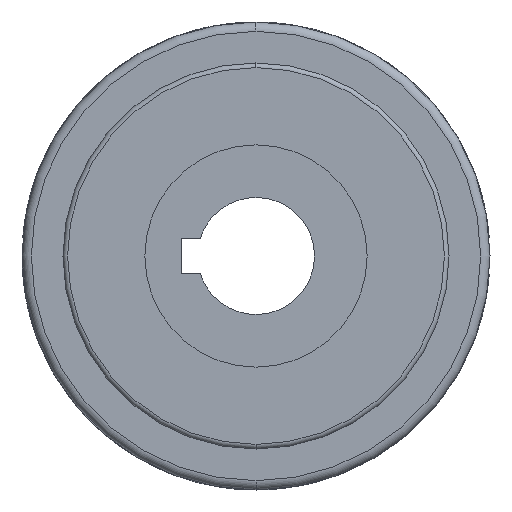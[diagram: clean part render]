
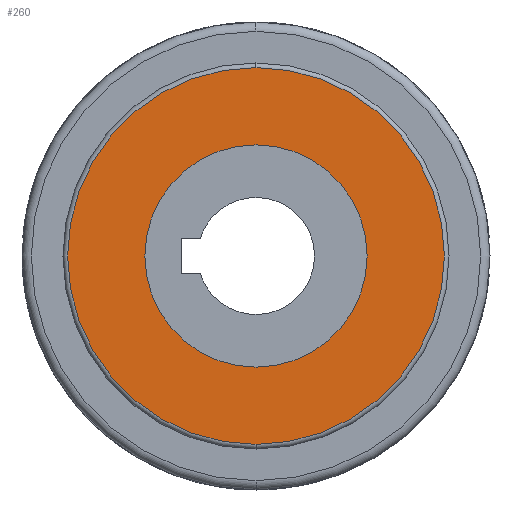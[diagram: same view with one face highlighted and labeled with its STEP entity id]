
A CAD part, left-side view. The second image highlights one B-rep face of the part: STEP entity #260.
In plain terms, the highlighted planar face has unit normal (-1, 0, 0).
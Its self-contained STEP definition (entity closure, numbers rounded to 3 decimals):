
#260=ADVANCED_FACE('',(#726,#727),#728,.T.);
#726=FACE_BOUND('',#1198,.T.);
#727=FACE_OUTER_BOUND('',#1199,.T.);
#728=PLANE('',#1200);
#1198=EDGE_LOOP('',(#2959,#2960));
#1199=EDGE_LOOP('',(#2961,#2962,#2963));
#1200=AXIS2_PLACEMENT_3D('',#2964,#2965,#2966);
#2959=ORIENTED_EDGE('',*,*,#3544,.T.);
#2960=ORIENTED_EDGE('',*,*,#3056,.T.);
#2961=ORIENTED_EDGE('',*,*,#3012,.F.);
#2962=ORIENTED_EDGE('',*,*,#3011,.F.);
#2963=ORIENTED_EDGE('',*,*,#3561,.F.);
#2964=CARTESIAN_POINT('',(0.0,16.1,0.0));
#2965=DIRECTION('',(-1.0,-0.0,0.0));
#2966=DIRECTION('',(0.0,-1.0,-0.0));
#3011=EDGE_CURVE('',#3587,#3590,#3591,.T.);
#3012=EDGE_CURVE('',#3590,#3592,#3593,.T.);
#3056=EDGE_CURVE('',#3672,#3676,#3678,.T.);
#3544=EDGE_CURVE('',#3676,#3672,#4487,.T.);
#3561=EDGE_CURVE('',#3592,#3587,#4508,.T.);
#3587=VERTEX_POINT('',#4536);
#3590=VERTEX_POINT('',#4539);
#3591=CIRCLE('',#4540,32.2);
#3592=VERTEX_POINT('',#4541);
#3593=CIRCLE('',#4542,32.2);
#3672=VERTEX_POINT('',#4740);
#3676=VERTEX_POINT('',#4745);
#3678=CIRCLE('',#4748,19.0);
#4487=CIRCLE('',#6199,19.0);
#4508=CIRCLE('',#6233,32.2);
#4536=CARTESIAN_POINT('',(0.0,0.,-32.2));
#4539=CARTESIAN_POINT('',(0.0,32.2,0.0));
#4540=AXIS2_PLACEMENT_3D('',#6269,#6270,#6271);
#4541=CARTESIAN_POINT('',(0.0,0.,32.2));
#4542=AXIS2_PLACEMENT_3D('',#6272,#6273,#6274);
#4740=CARTESIAN_POINT('',(0.0,0.,-19.0));
#4745=CARTESIAN_POINT('',(0.0,0.,19.0));
#4748=AXIS2_PLACEMENT_3D('',#6356,#6357,#6358);
#6199=AXIS2_PLACEMENT_3D('',#7233,#7234,#7235);
#6233=AXIS2_PLACEMENT_3D('',#7258,#7259,#7260);
#6269=CARTESIAN_POINT('',(0.0,0.0,0.0));
#6270=DIRECTION('',(1.0,0.0,0.0));
#6271=DIRECTION('',(0.0,1.0,0.0));
#6272=CARTESIAN_POINT('',(0.0,0.0,0.0));
#6273=DIRECTION('',(1.0,0.0,0.0));
#6274=DIRECTION('',(0.0,1.0,0.0));
#6356=CARTESIAN_POINT('',(0.0,0.0,0.0));
#6357=DIRECTION('',(1.0,-0.0,0.0));
#6358=DIRECTION('',(0.0,0.0,-1.0));
#7233=CARTESIAN_POINT('',(0.0,0.0,0.0));
#7234=DIRECTION('',(1.0,-0.0,0.0));
#7235=DIRECTION('',(0.0,0.0,-1.0));
#7258=CARTESIAN_POINT('',(0.0,0.0,0.0));
#7259=DIRECTION('',(1.0,0.0,0.0));
#7260=DIRECTION('',(0.0,1.0,0.0));
